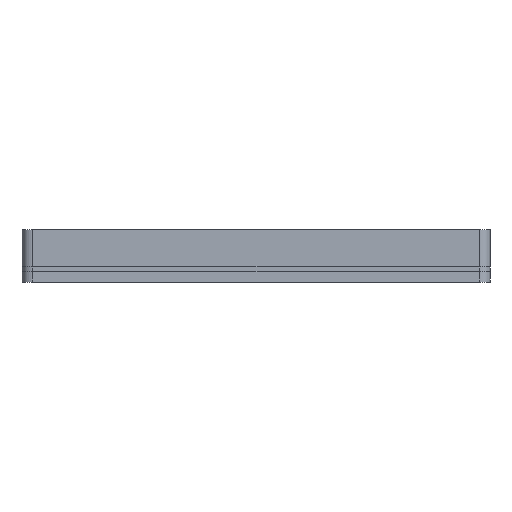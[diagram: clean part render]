
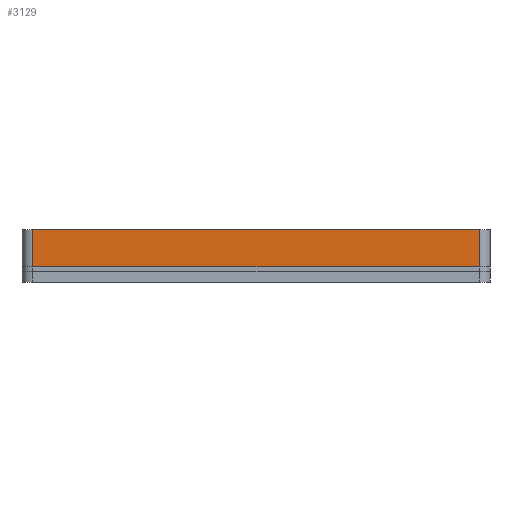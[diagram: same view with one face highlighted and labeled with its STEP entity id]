
A CAD part, front view. The second image highlights one B-rep face of the part: STEP entity #3129.
In plain terms, the highlighted planar face has unit normal (0, -1, 0).
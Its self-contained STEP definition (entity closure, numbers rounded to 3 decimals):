
#711 = PLANE('',#712);
#712 = AXIS2_PLACEMENT_3D('',#713,#714,#715);
#713 = CARTESIAN_POINT('',(-51.,-55.,9.5));
#714 = DIRECTION('',(0.,0.,1.));
#715 = DIRECTION('',(1.,0.,0.));
#1864 = CYLINDRICAL_SURFACE('',#1865,2.5);
#1865 = AXIS2_PLACEMENT_3D('',#1866,#1867,#1868);
#1866 = CARTESIAN_POINT('',(0.,-110.,1.));
#1867 = DIRECTION('',(-0.,-0.,-1.));
#1868 = DIRECTION('',(1.,0.,0.));
#2071 = VERTEX_POINT('',#2072);
#2072 = CARTESIAN_POINT('',(-102.,-112.5,9.5));
#2087 = CYLINDRICAL_SURFACE('',#2088,2.5);
#2088 = AXIS2_PLACEMENT_3D('',#2089,#2090,#2091);
#2089 = CARTESIAN_POINT('',(-102.,-110.,1.));
#2090 = DIRECTION('',(-0.,-0.,-1.));
#2091 = DIRECTION('',(1.,0.,0.));
#2099 = EDGE_CURVE('',#2100,#2071,#2102,.T.);
#2100 = VERTEX_POINT('',#2101);
#2101 = CARTESIAN_POINT('',(0.,-112.5,9.5));
#2102 = SURFACE_CURVE('',#2103,(#2107,#2114),.PCURVE_S1.);
#2103 = LINE('',#2104,#2105);
#2104 = CARTESIAN_POINT('',(0.,-112.5,9.5));
#2105 = VECTOR('',#2106,1.);
#2106 = DIRECTION('',(-1.,0.,0.));
#2107 = PCURVE('',#711,#2108);
#2108 = DEFINITIONAL_REPRESENTATION('',(#2109),#2113);
#2109 = LINE('',#2110,#2111);
#2110 = CARTESIAN_POINT('',(51.,-57.5));
#2111 = VECTOR('',#2112,1.);
#2112 = DIRECTION('',(-1.,0.));
#2113 = ( GEOMETRIC_REPRESENTATION_CONTEXT(2) 
PARAMETRIC_REPRESENTATION_CONTEXT() REPRESENTATION_CONTEXT('2D SPACE',''
  ) );
#2114 = PCURVE('',#2115,#2120);
#2115 = PLANE('',#2116);
#2116 = AXIS2_PLACEMENT_3D('',#2117,#2118,#2119);
#2117 = CARTESIAN_POINT('',(0.,-112.5,1.));
#2118 = DIRECTION('',(0.,-1.,0.));
#2119 = DIRECTION('',(-1.,0.,0.));
#2120 = DEFINITIONAL_REPRESENTATION('',(#2121),#2125);
#2121 = LINE('',#2122,#2123);
#2122 = CARTESIAN_POINT('',(0.,-8.5));
#2123 = VECTOR('',#2124,1.);
#2124 = DIRECTION('',(1.,0.));
#2125 = ( GEOMETRIC_REPRESENTATION_CONTEXT(2) 
PARAMETRIC_REPRESENTATION_CONTEXT() REPRESENTATION_CONTEXT('2D SPACE',''
  ) );
#2787 = PLANE('',#2788);
#2788 = AXIS2_PLACEMENT_3D('',#2789,#2790,#2791);
#2789 = CARTESIAN_POINT('',(0.,-112.5,0.));
#2790 = DIRECTION('',(0.,-1.,0.));
#2791 = DIRECTION('',(-1.,0.,0.));
#2880 = VERTEX_POINT('',#2881);
#2881 = CARTESIAN_POINT('',(0.,-112.5,1.));
#2928 = EDGE_CURVE('',#2880,#2100,#2929,.T.);
#2929 = SURFACE_CURVE('',#2930,(#2934,#2941),.PCURVE_S1.);
#2930 = LINE('',#2931,#2932);
#2931 = CARTESIAN_POINT('',(0.,-112.5,1.));
#2932 = VECTOR('',#2933,1.);
#2933 = DIRECTION('',(0.,0.,1.));
#2934 = PCURVE('',#1864,#2935);
#2935 = DEFINITIONAL_REPRESENTATION('',(#2936),#2940);
#2936 = LINE('',#2937,#2938);
#2937 = CARTESIAN_POINT('',(-4.712,0.));
#2938 = VECTOR('',#2939,1.);
#2939 = DIRECTION('',(-0.,-1.));
#2940 = ( GEOMETRIC_REPRESENTATION_CONTEXT(2) 
PARAMETRIC_REPRESENTATION_CONTEXT() REPRESENTATION_CONTEXT('2D SPACE',''
  ) );
#2941 = PCURVE('',#2115,#2942);
#2942 = DEFINITIONAL_REPRESENTATION('',(#2943),#2947);
#2943 = LINE('',#2944,#2945);
#2944 = CARTESIAN_POINT('',(0.,0.));
#2945 = VECTOR('',#2946,1.);
#2946 = DIRECTION('',(0.,-1.));
#2947 = ( GEOMETRIC_REPRESENTATION_CONTEXT(2) 
PARAMETRIC_REPRESENTATION_CONTEXT() REPRESENTATION_CONTEXT('2D SPACE',''
  ) );
#3084 = EDGE_CURVE('',#3085,#2071,#3087,.T.);
#3085 = VERTEX_POINT('',#3086);
#3086 = CARTESIAN_POINT('',(-102.,-112.5,1.));
#3087 = SURFACE_CURVE('',#3088,(#3092,#3099),.PCURVE_S1.);
#3088 = LINE('',#3089,#3090);
#3089 = CARTESIAN_POINT('',(-102.,-112.5,1.));
#3090 = VECTOR('',#3091,1.);
#3091 = DIRECTION('',(0.,0.,1.));
#3092 = PCURVE('',#2087,#3093);
#3093 = DEFINITIONAL_REPRESENTATION('',(#3094),#3098);
#3094 = LINE('',#3095,#3096);
#3095 = CARTESIAN_POINT('',(-4.712,0.));
#3096 = VECTOR('',#3097,1.);
#3097 = DIRECTION('',(-0.,-1.));
#3098 = ( GEOMETRIC_REPRESENTATION_CONTEXT(2) 
PARAMETRIC_REPRESENTATION_CONTEXT() REPRESENTATION_CONTEXT('2D SPACE',''
  ) );
#3099 = PCURVE('',#2115,#3100);
#3100 = DEFINITIONAL_REPRESENTATION('',(#3101),#3105);
#3101 = LINE('',#3102,#3103);
#3102 = CARTESIAN_POINT('',(102.,0.));
#3103 = VECTOR('',#3104,1.);
#3104 = DIRECTION('',(0.,-1.));
#3105 = ( GEOMETRIC_REPRESENTATION_CONTEXT(2) 
PARAMETRIC_REPRESENTATION_CONTEXT() REPRESENTATION_CONTEXT('2D SPACE',''
  ) );
#3129 = ADVANCED_FACE('',(#3130),#2115,.T.);
#3130 = FACE_BOUND('',#3131,.T.);
#3131 = EDGE_LOOP('',(#3132,#3133,#3134,#3135));
#3132 = ORIENTED_EDGE('',*,*,#2928,.T.);
#3133 = ORIENTED_EDGE('',*,*,#2099,.T.);
#3134 = ORIENTED_EDGE('',*,*,#3084,.F.);
#3135 = ORIENTED_EDGE('',*,*,#3136,.F.);
#3136 = EDGE_CURVE('',#2880,#3085,#3137,.T.);
#3137 = SURFACE_CURVE('',#3138,(#3142,#3149),.PCURVE_S1.);
#3138 = LINE('',#3139,#3140);
#3139 = CARTESIAN_POINT('',(0.,-112.5,1.));
#3140 = VECTOR('',#3141,1.);
#3141 = DIRECTION('',(-1.,0.,0.));
#3142 = PCURVE('',#2115,#3143);
#3143 = DEFINITIONAL_REPRESENTATION('',(#3144),#3148);
#3144 = LINE('',#3145,#3146);
#3145 = CARTESIAN_POINT('',(0.,0.));
#3146 = VECTOR('',#3147,1.);
#3147 = DIRECTION('',(1.,0.));
#3148 = ( GEOMETRIC_REPRESENTATION_CONTEXT(2) 
PARAMETRIC_REPRESENTATION_CONTEXT() REPRESENTATION_CONTEXT('2D SPACE',''
  ) );
#3149 = PCURVE('',#2787,#3150);
#3150 = DEFINITIONAL_REPRESENTATION('',(#3151),#3155);
#3151 = LINE('',#3152,#3153);
#3152 = CARTESIAN_POINT('',(0.,-1.));
#3153 = VECTOR('',#3154,1.);
#3154 = DIRECTION('',(1.,0.));
#3155 = ( GEOMETRIC_REPRESENTATION_CONTEXT(2) 
PARAMETRIC_REPRESENTATION_CONTEXT() REPRESENTATION_CONTEXT('2D SPACE',''
  ) );
